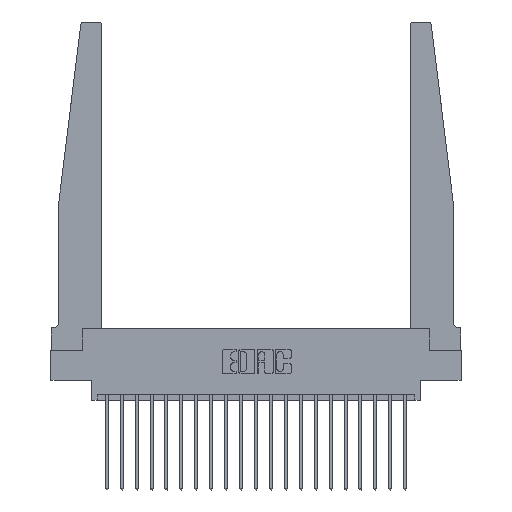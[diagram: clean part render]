
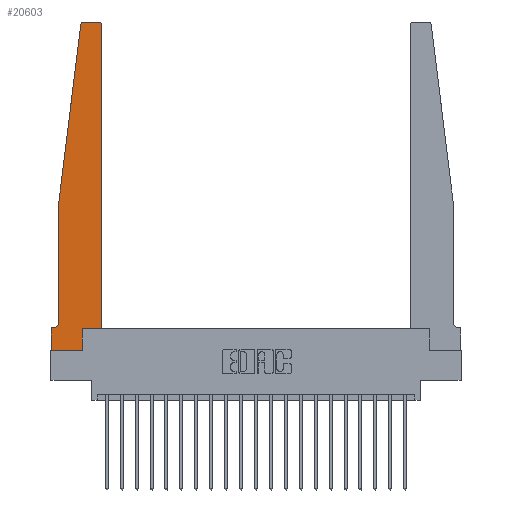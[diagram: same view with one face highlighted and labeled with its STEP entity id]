
A CAD part, top view. The second image highlights one B-rep face of the part: STEP entity #20603.
In plain terms, the highlighted planar face has unit normal (0, 0, 1).
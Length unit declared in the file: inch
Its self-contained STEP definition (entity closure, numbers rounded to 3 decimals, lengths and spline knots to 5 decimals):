
#67 = EDGE_CURVE ( 'NONE', #12221, #7997, #6287, .T. ) ;
#231 = LINE ( 'NONE', #20518, #15194 ) ;
#272 = CARTESIAN_POINT ( 'NONE',  ( 0., 0., 0.37 ) ) ;
#335 = DIRECTION ( 'NONE',  ( 0., 1., 0. ) ) ;
#344 = CARTESIAN_POINT ( 'NONE',  ( 0.395, 2.72, 0.37 ) ) ;
#397 = CARTESIAN_POINT ( 'NONE',  ( 0.27653, 2.72, 0.37 ) ) ;
#728 = LINE ( 'NONE', #272, #17304 ) ;
#898 = FACE_OUTER_BOUND ( 'NONE', #13341, .T. ) ;
#1039 = CARTESIAN_POINT ( 'NONE',  ( 0.27653, 2.75, 0.37 ) ) ;
#1143 = VECTOR ( 'NONE', #20288, 39.37008 ) ;
#1347 = PLANE ( 'NONE',  #15260 ) ;
#1807 = EDGE_CURVE ( 'NONE', #12695, #14306, #728, .T. ) ;
#1835 = CARTESIAN_POINT ( 'NONE',  ( 0.065, 0.1875, 0.37 ) ) ;
#2098 = AXIS2_PLACEMENT_3D ( 'NONE', #397, #6727, #13918 ) ;
#2373 = CARTESIAN_POINT ( 'NONE',  ( 0.065, 0.2375, 0.37 ) ) ;
#2483 = CARTESIAN_POINT ( 'NONE',  ( 0.425, 2.72, 0.37 ) ) ;
#2800 = CIRCLE ( 'NONE', #15180, 0.03 ) ;
#3376 = EDGE_CURVE ( 'NONE', #7997, #13354, #21618, .T. ) ;
#3489 = ORIENTED_EDGE ( 'NONE', *, *, #17410, .T. ) ;
#3537 = EDGE_CURVE ( 'NONE', #10075, #11355, #20601, .T. ) ;
#3890 = VECTOR ( 'NONE', #12664, 39.37008 ) ;
#4202 = VECTOR ( 'NONE', #8658, 39.37008 ) ;
#4381 = EDGE_CURVE ( 'NONE', #19963, #6053, #2800, .T. ) ;
#4417 = CARTESIAN_POINT ( 'NONE',  ( 0.2605, 0.18, 0.37 ) ) ;
#4447 = ORIENTED_EDGE ( 'NONE', *, *, #4565, .T. ) ;
#4462 = CARTESIAN_POINT ( 'NONE',  ( 0., 0.1875, 0.37 ) ) ;
#4565 = EDGE_CURVE ( 'NONE', #6053, #17106, #12776, .T. ) ;
#4633 = DIRECTION ( 'NONE',  ( 0., 0., -1. ) ) ;
#4841 = CIRCLE ( 'NONE', #16863, 0.05 ) ;
#5901 = CARTESIAN_POINT ( 'NONE',  ( 0.25, 2.75, 0.37 ) ) ;
#6053 = VERTEX_POINT ( 'NONE', #12913 ) ;
#6060 = DIRECTION ( 'NONE',  ( -1., 0., 0. ) ) ;
#6215 = DIRECTION ( 'NONE',  ( 0., 0., 1. ) ) ;
#6287 = LINE ( 'NONE', #4417, #13108 ) ;
#6727 = DIRECTION ( 'NONE',  ( 0., 0., 1. ) ) ;
#7023 = LINE ( 'NONE', #1835, #17221 ) ;
#7997 = VERTEX_POINT ( 'NONE', #15497 ) ;
#8658 = DIRECTION ( 'NONE',  ( 0., -1., 0. ) ) ;
#8669 = DIRECTION ( 'NONE',  ( 0., 0., 1. ) ) ;
#8851 = CARTESIAN_POINT ( 'NONE',  ( 0., 0., 0.37 ) ) ;
#9413 = ORIENTED_EDGE ( 'NONE', *, *, #3537, .T. ) ;
#9891 = ORIENTED_EDGE ( 'NONE', *, *, #19369, .T. ) ;
#10075 = VERTEX_POINT ( 'NONE', #19567 ) ;
#10197 = CARTESIAN_POINT ( 'NONE',  ( 0.065, 1.25, 0.37 ) ) ;
#10238 = ORIENTED_EDGE ( 'NONE', *, *, #67, .T. ) ;
#10805 = ORIENTED_EDGE ( 'NONE', *, *, #3376, .T. ) ;
#10916 = ORIENTED_EDGE ( 'NONE', *, *, #17787, .T. ) ;
#11087 = EDGE_CURVE ( 'NONE', #20063, #17843, #4841, .T. ) ;
#11213 = DIRECTION ( 'NONE',  ( 1., 0., 0. ) ) ;
#11355 = VERTEX_POINT ( 'NONE', #13070 ) ;
#11812 = DIRECTION ( 'NONE',  ( -1., 0., 0. ) ) ;
#11869 = EDGE_CURVE ( 'NONE', #17843, #12695, #7023, .T. ) ;
#12077 = ORIENTED_EDGE ( 'NONE', *, *, #11087, .T. ) ;
#12188 = LINE ( 'NONE', #8851, #18432 ) ;
#12221 = VERTEX_POINT ( 'NONE', #17003 ) ;
#12602 = CARTESIAN_POINT ( 'NONE',  ( 0., 0.1875, 0.37 ) ) ;
#12664 = DIRECTION ( 'NONE',  ( -1., 0., 0. ) ) ;
#12695 = VERTEX_POINT ( 'NONE', #12602 ) ;
#12722 = DIRECTION ( 'NONE',  ( 0., 1., 0. ) ) ;
#12776 = LINE ( 'NONE', #5901, #3890 ) ;
#12777 = ORIENTED_EDGE ( 'NONE', *, *, #4381, .T. ) ;
#12820 = ORIENTED_EDGE ( 'NONE', *, *, #16229, .T. ) ;
#12913 = CARTESIAN_POINT ( 'NONE',  ( 0.395, 2.75, 0.37 ) ) ;
#13026 = CARTESIAN_POINT ( 'NONE',  ( 0.425, 0.18, 0.37 ) ) ;
#13070 = CARTESIAN_POINT ( 'NONE',  ( 0.065, 1.25, 0.37 ) ) ;
#13108 = VECTOR ( 'NONE', #12722, 39.37008 ) ;
#13341 = EDGE_LOOP ( 'NONE', ( #4447, #9891, #9413, #12820, #12077, #19556, #21751, #10916, #10238, #10805, #3489, #12777 ) ) ;
#13354 = VERTEX_POINT ( 'NONE', #13026 ) ;
#13439 = CIRCLE ( 'NONE', #2098, 0.03 ) ;
#13918 = DIRECTION ( 'NONE',  ( 1., 0., 0. ) ) ;
#13968 = CARTESIAN_POINT ( 'NONE',  ( 0.065, 1.25, 0.37 ) ) ;
#14306 = VERTEX_POINT ( 'NONE', #19555 ) ;
#15180 = AXIS2_PLACEMENT_3D ( 'NONE', #344, #8669, #20850 ) ;
#15194 = VECTOR ( 'NONE', #335, 39.37008 ) ;
#15260 = AXIS2_PLACEMENT_3D ( 'NONE', #4462, #6215, #11213 ) ;
#15497 = CARTESIAN_POINT ( 'NONE',  ( 0.2605, 0.18, 0.37 ) ) ;
#15506 = CARTESIAN_POINT ( 'NONE',  ( 0.015, 0.1875, 0.37 ) ) ;
#15622 = DIRECTION ( 'NONE',  ( -0.122, -0.992, 0. ) ) ;
#16229 = EDGE_CURVE ( 'NONE', #11355, #20063, #17308, .T. ) ;
#16425 = CARTESIAN_POINT ( 'NONE',  ( 0.425, 0.18, 0.37 ) ) ;
#16863 = AXIS2_PLACEMENT_3D ( 'NONE', #19678, #4633, #6060 ) ;
#17003 = CARTESIAN_POINT ( 'NONE',  ( 0.2605, 0., 0.37 ) ) ;
#17106 = VERTEX_POINT ( 'NONE', #1039 ) ;
#17132 = VECTOR ( 'NONE', #15622, 39.37008 ) ;
#17221 = VECTOR ( 'NONE', #11812, 39.37008 ) ;
#17286 = DIRECTION ( 'NONE',  ( 1., 0., 0. ) ) ;
#17304 = VECTOR ( 'NONE', #20781, 39.37008 ) ;
#17308 = LINE ( 'NONE', #13968, #4202 ) ;
#17410 = EDGE_CURVE ( 'NONE', #13354, #19963, #231, .T. ) ;
#17787 = EDGE_CURVE ( 'NONE', #14306, #12221, #12188, .T. ) ;
#17843 = VERTEX_POINT ( 'NONE', #15506 ) ;
#18432 = VECTOR ( 'NONE', #17286, 39.37008 ) ;
#19369 = EDGE_CURVE ( 'NONE', #17106, #10075, #13439, .T. ) ;
#19555 = CARTESIAN_POINT ( 'NONE',  ( 0., 0., 0.37 ) ) ;
#19556 = ORIENTED_EDGE ( 'NONE', *, *, #11869, .T. ) ;
#19567 = CARTESIAN_POINT ( 'NONE',  ( 0.24675, 2.72367, 0.37 ) ) ;
#19678 = CARTESIAN_POINT ( 'NONE',  ( 0.015, 0.2375, 0.37 ) ) ;
#19963 = VERTEX_POINT ( 'NONE', #2483 ) ;
#20063 = VERTEX_POINT ( 'NONE', #2373 ) ;
#20288 = DIRECTION ( 'NONE',  ( 1., 0., 0. ) ) ;
#20518 = CARTESIAN_POINT ( 'NONE',  ( 0.425, 0.18, 0.37 ) ) ;
#20601 = LINE ( 'NONE', #10197, #17132 ) ;
#20603 = ADVANCED_FACE ( 'NONE', ( #898 ), #1347, .T. ) ;
#20781 = DIRECTION ( 'NONE',  ( 0., -1., 0. ) ) ;
#20850 = DIRECTION ( 'NONE',  ( 1., 0., 0. ) ) ;
#21618 = LINE ( 'NONE', #16425, #1143 ) ;
#21751 = ORIENTED_EDGE ( 'NONE', *, *, #1807, .T. ) ;
